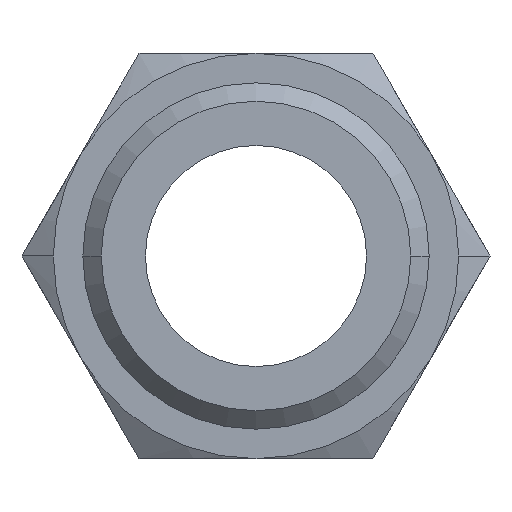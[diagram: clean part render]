
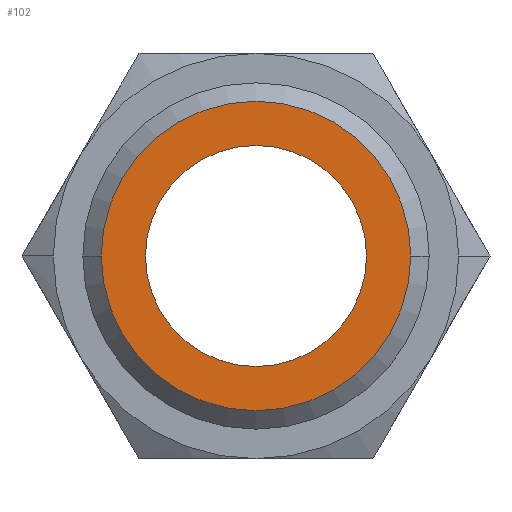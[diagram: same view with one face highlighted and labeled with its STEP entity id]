
A CAD part, front view. The second image highlights one B-rep face of the part: STEP entity #102.
In plain terms, the highlighted planar face has unit normal (0, -1, 0).
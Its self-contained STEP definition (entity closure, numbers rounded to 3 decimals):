
#102=ADVANCED_FACE('',(#219,#220),#221,.T.);
#219=FACE_BOUND('',#350,.T.);
#220=FACE_OUTER_BOUND('',#351,.T.);
#221=PLANE('',#352);
#350=EDGE_LOOP('',(#571,#572));
#351=EDGE_LOOP('',(#573,#574));
#352=AXIS2_PLACEMENT_3D('',#575,#576,#577);
#571=ORIENTED_EDGE('',*,*,#827,.T.);
#572=ORIENTED_EDGE('',*,*,#828,.T.);
#573=ORIENTED_EDGE('',*,*,#774,.F.);
#574=ORIENTED_EDGE('',*,*,#829,.F.);
#575=CARTESIAN_POINT('',(2.1,0.0,0.0));
#576=DIRECTION('',(-0.0,-1.0,-0.0));
#577=DIRECTION('',(-1.0,0.0,0.0));
#774=EDGE_CURVE('',#918,#921,#922,.T.);
#827=EDGE_CURVE('',#996,#997,#998,.T.);
#828=EDGE_CURVE('',#997,#996,#999,.T.);
#829=EDGE_CURVE('',#921,#918,#1000,.T.);
#918=VERTEX_POINT('',#1154);
#921=VERTEX_POINT('',#1158);
#922=CIRCLE('',#1159,4.2);
#996=VERTEX_POINT('',#1307);
#997=VERTEX_POINT('',#1308);
#998=CIRCLE('',#1309,3.0);
#999=CIRCLE('',#1310,3.0);
#1000=CIRCLE('',#1311,4.2);
#1154=CARTESIAN_POINT('',(4.2,0.0,0.0));
#1158=CARTESIAN_POINT('',(-4.2,0.0,0.));
#1159=AXIS2_PLACEMENT_3D('',#1414,#1415,#1416);
#1307=CARTESIAN_POINT('',(-3.0,0.0,0.));
#1308=CARTESIAN_POINT('',(3.0,0.0,0.));
#1309=AXIS2_PLACEMENT_3D('',#1481,#1482,#1483);
#1310=AXIS2_PLACEMENT_3D('',#1484,#1485,#1486);
#1311=AXIS2_PLACEMENT_3D('',#1487,#1488,#1489);
#1414=CARTESIAN_POINT('',(0.0,0.0,0.0));
#1415=DIRECTION('',(-0.0,1.0,0.0));
#1416=DIRECTION('',(1.0,0.0,0.0));
#1481=CARTESIAN_POINT('',(0.0,0.0,0.0));
#1482=DIRECTION('',(-0.0,1.0,0.0));
#1483=DIRECTION('',(1.0,0.0,0.0));
#1484=CARTESIAN_POINT('',(0.0,0.0,0.0));
#1485=DIRECTION('',(-0.0,1.0,0.0));
#1486=DIRECTION('',(1.0,0.0,0.0));
#1487=CARTESIAN_POINT('',(0.0,0.0,0.0));
#1488=DIRECTION('',(-0.0,1.0,0.0));
#1489=DIRECTION('',(1.0,0.0,0.0));
